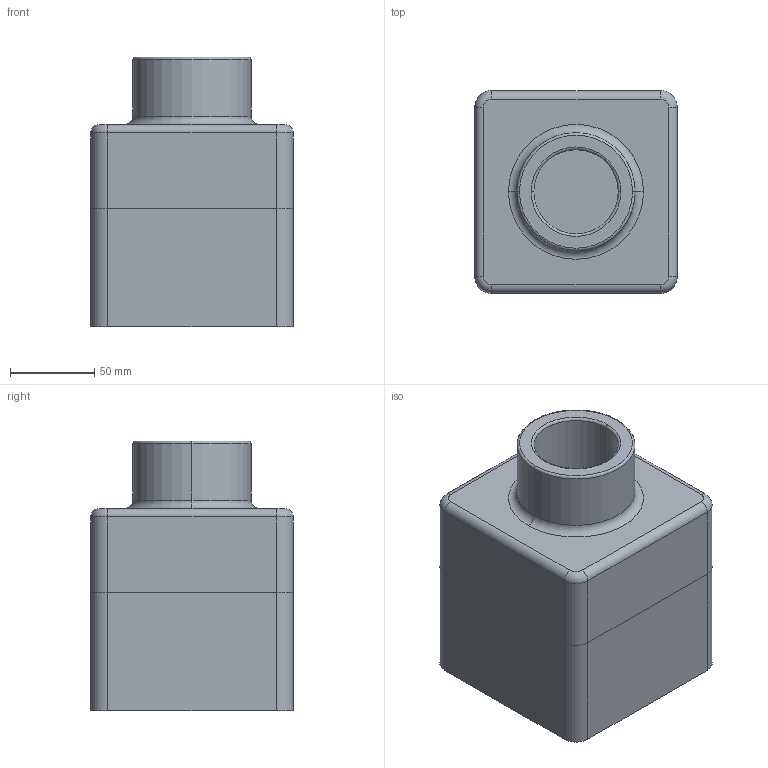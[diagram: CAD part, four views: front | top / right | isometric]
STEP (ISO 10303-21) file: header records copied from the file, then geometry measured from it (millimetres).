
FILE_DESCRIPTION (( 'STEP AP214' ), '1' );
FILE_NAME ('Camera.STEP', '2025-05-27T01:52:36', ( '' ), ( '' ), 'SwSTEP 2.0', 'SolidWorks 2024', '' );
FILE_SCHEMA (( 'AUTOMOTIVE_DESIGN' ));
Length unit declared in the file: millimetre
Products named in the file (3): Tutor1; Camera; Tutor2
Assembly tree (2 placements, depth 2):
  Camera
    Tutor1
    Tutor2
Bounding box: 120 x 120 x 160 mm (x, y, z)
Volume: 261272.3 mm3; surface area: 220728.4 mm2
Topology: 2 solids, 2 shells, 86 faces, 200 edges, 124 vertices
Faces by surface type: cylinder 36, plane 30, torus 20
Entity records: 2556 total; most frequent: DIRECTION 486, CARTESIAN_POINT 415, ORIENTED_EDGE 400, EDGE_CURVE 200, AXIS2_PLACEMENT_3D 195, VERTEX_POINT 124, CIRCLE 104, LINE 96
